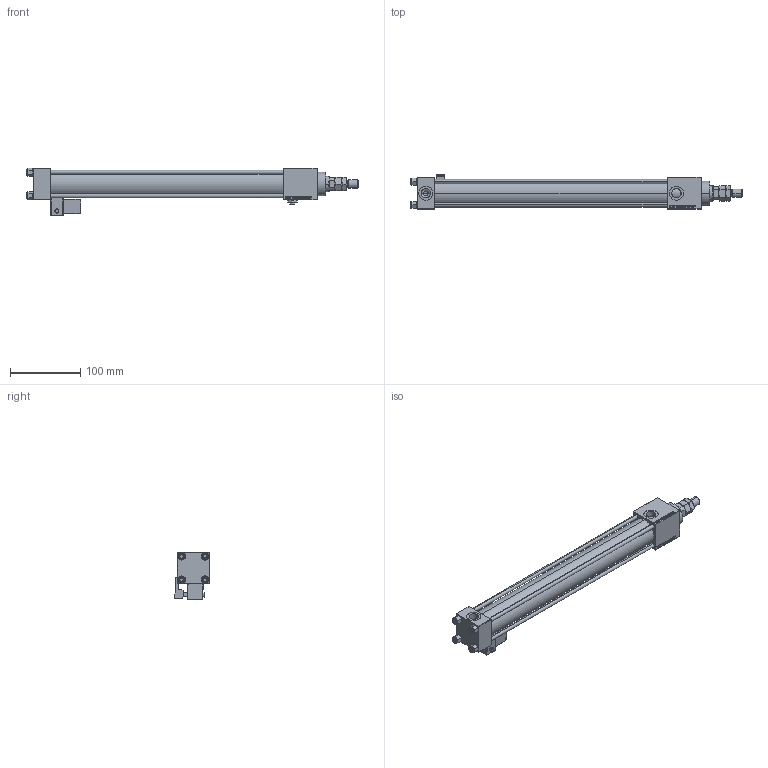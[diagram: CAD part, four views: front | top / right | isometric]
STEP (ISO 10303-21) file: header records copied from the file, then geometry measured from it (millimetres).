
FILE_DESCRIPTION (( 'STEP AP203' ), '1' );
FILE_NAME ('5d03.STEP', '2025-10-08T11:15:40', ( '' ), ( '' ), 'SwSTEP 2.0', 'SolidWorks 2019', '' );
FILE_SCHEMA (( 'CONFIG_CONTROL_DESIGN' ));
Length unit declared in the file: millimetre
Products named in the file (9): V215CR_C_TYCINKA c1ac7bdcd7356ad4bb200f50de10807a; V215CR_VCP_C c1ac7bdcd7356ad4bb200f50de10807a; 5d03; MTA c1ac7bdcd7356ad4bb200f50de10807a; V215CR_MSU c1ac7bdcd7356ad4bb200f50de10807a; V215_VC_A c1ac7bdcd7356ad4bb200f50de10807a; Zatka_pro_OIL_PORT c1ac7bdcd7356ad4bb200f50de10807a; V215CR_C_Body c1ac7bdcd7356ad4bb200f50de10807a; NUT_M5_C c1ac7bdcd7356ad4bb200f50de10807a
Assembly tree (14 placements, depth 2):
  5d03
    V215CR_C_Body c1ac7bdcd7356ad4bb200f50de10807a
    V215CR_VCP_C c1ac7bdcd7356ad4bb200f50de10807a
    NUT_M5_C c1ac7bdcd7356ad4bb200f50de10807a  x4
    V215CR_C_TYCINKA c1ac7bdcd7356ad4bb200f50de10807a  x4
    V215_VC_A c1ac7bdcd7356ad4bb200f50de10807a
    MTA c1ac7bdcd7356ad4bb200f50de10807a
    V215CR_MSU c1ac7bdcd7356ad4bb200f50de10807a
    Zatka_pro_OIL_PORT c1ac7bdcd7356ad4bb200f50de10807a
Bounding box: 471 x 48.72 x 67.65 mm (x, y, z)
Volume: 466926.3 mm3; surface area: 182420.5 mm2
Topology: 14 solids, 14 shells, 1323 faces, 3272 edges, 2087 vertices
Faces by surface type: plane 595, bspline 392, cone 184, cylinder 124, torus 16, sphere 12
Entity records: 55686 total; most frequent: CARTESIAN_POINT 28537, ORIENTED_EDGE 6012, DIRECTION 4074, EDGE_CURVE 3006, VERTEX_POINT 1943, VECTOR 1756, LINE 1756, EDGE_LOOP 1339
